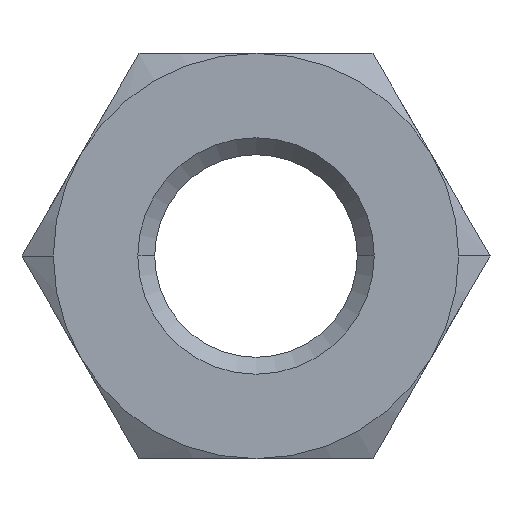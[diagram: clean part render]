
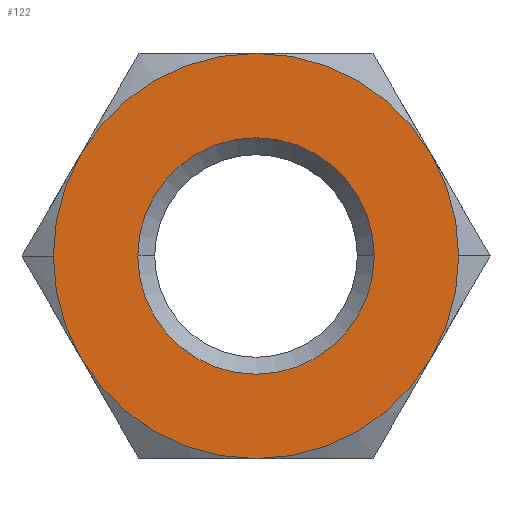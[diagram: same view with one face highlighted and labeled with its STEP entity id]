
A CAD part, left-side view. The second image highlights one B-rep face of the part: STEP entity #122.
In plain terms, the highlighted planar face has unit normal (-1, 0, 0).
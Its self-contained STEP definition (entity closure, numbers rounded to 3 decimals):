
#122=ADVANCED_FACE('',(#299,#300),#301,.T.);
#299=FACE_BOUND('',#539,.T.);
#300=FACE_OUTER_BOUND('',#540,.T.);
#301=PLANE('',#541);
#539=EDGE_LOOP('',(#1055,#1056));
#540=EDGE_LOOP('',(#1057,#1058,#1059,#1060,#1061,#1062,#1063,#1064));
#541=AXIS2_PLACEMENT_3D('',#1065,#1066,#1067);
#1055=ORIENTED_EDGE('',*,*,#1566,.T.);
#1056=ORIENTED_EDGE('',*,*,#1565,.T.);
#1057=ORIENTED_EDGE('',*,*,#1633,.F.);
#1058=ORIENTED_EDGE('',*,*,#1619,.F.);
#1059=ORIENTED_EDGE('',*,*,#1622,.F.);
#1060=ORIENTED_EDGE('',*,*,#1624,.F.);
#1061=ORIENTED_EDGE('',*,*,#1537,.F.);
#1062=ORIENTED_EDGE('',*,*,#1628,.F.);
#1063=ORIENTED_EDGE('',*,*,#1631,.F.);
#1064=ORIENTED_EDGE('',*,*,#1533,.F.);
#1065=CARTESIAN_POINT('',(-9.0,-6.0,0.0));
#1066=DIRECTION('',(-1.0,0.,-0.0));
#1067=DIRECTION('',(0.,1.0,0.0));
#1533=EDGE_CURVE('',#1806,#1809,#1810,.T.);
#1537=EDGE_CURVE('',#1815,#1813,#1817,.T.);
#1565=EDGE_CURVE('',#1865,#1867,#1869,.T.);
#1566=EDGE_CURVE('',#1867,#1865,#1870,.T.);
#1619=EDGE_CURVE('',#1943,#1945,#1946,.T.);
#1622=EDGE_CURVE('',#1949,#1943,#1951,.T.);
#1624=EDGE_CURVE('',#1813,#1949,#1953,.T.);
#1628=EDGE_CURVE('',#1957,#1815,#1959,.T.);
#1631=EDGE_CURVE('',#1809,#1957,#1963,.T.);
#1633=EDGE_CURVE('',#1945,#1806,#1965,.T.);
#1806=VERTEX_POINT('',#2270);
#1809=VERTEX_POINT('',#2274);
#1810=CIRCLE('',#2275,12.0);
#1813=VERTEX_POINT('',#2289);
#1815=VERTEX_POINT('',#2292);
#1817=CIRCLE('',#2305,12.0);
#1865=VERTEX_POINT('',#2409);
#1867=VERTEX_POINT('',#2412);
#1869=CIRCLE('',#2415,7.0);
#1870=CIRCLE('',#2416,7.0);
#1943=VERTEX_POINT('',#2715);
#1945=VERTEX_POINT('',#2728);
#1946=CIRCLE('',#2729,12.0);
#1949=VERTEX_POINT('',#2743);
#1951=CIRCLE('',#2756,12.0);
#1953=CIRCLE('',#2769,12.0);
#1957=VERTEX_POINT('',#2795);
#1959=CIRCLE('',#2808,12.0);
#1963=CIRCLE('',#2834,12.0);
#1965=CIRCLE('',#2847,12.0);
#2270=CARTESIAN_POINT('',(-9.0,-12.0,0.));
#2274=CARTESIAN_POINT('',(-9.0,-10.392,-6.0));
#2275=AXIS2_PLACEMENT_3D('',#3687,#3688,#3689);
#2289=CARTESIAN_POINT('',(-9.0,12.0,0.));
#2292=CARTESIAN_POINT('',(-9.0,10.392,-6.0));
#2305=AXIS2_PLACEMENT_3D('',#3691,#3692,#3693);
#2409=CARTESIAN_POINT('',(-9.0,7.0,0.));
#2412=CARTESIAN_POINT('',(-9.0,-7.0,0.));
#2415=AXIS2_PLACEMENT_3D('',#3735,#3736,#3737);
#2416=AXIS2_PLACEMENT_3D('',#3738,#3739,#3740);
#2715=CARTESIAN_POINT('',(-9.0,0.,12.0));
#2728=CARTESIAN_POINT('',(-9.0,-10.392,6.0));
#2729=AXIS2_PLACEMENT_3D('',#3822,#3823,#3824);
#2743=CARTESIAN_POINT('',(-9.0,10.392,6.0));
#2756=AXIS2_PLACEMENT_3D('',#3825,#3826,#3827);
#2769=AXIS2_PLACEMENT_3D('',#3828,#3829,#3830);
#2795=CARTESIAN_POINT('',(-9.0,0.0,-12.0));
#2808=AXIS2_PLACEMENT_3D('',#3831,#3832,#3833);
#2834=AXIS2_PLACEMENT_3D('',#3834,#3835,#3836);
#2847=AXIS2_PLACEMENT_3D('',#3837,#3838,#3839);
#3687=CARTESIAN_POINT('',(-9.0,0.0,0.0));
#3688=DIRECTION('',(1.0,0.,0.0));
#3689=DIRECTION('',(0.,-1.0,0.0));
#3691=CARTESIAN_POINT('',(-9.0,0.0,0.0));
#3692=DIRECTION('',(1.0,0.,0.0));
#3693=DIRECTION('',(0.,-1.0,0.0));
#3735=CARTESIAN_POINT('',(-9.0,0.0,0.0));
#3736=DIRECTION('',(1.0,0.,0.0));
#3737=DIRECTION('',(0.,1.0,0.0));
#3738=CARTESIAN_POINT('',(-9.0,0.0,0.0));
#3739=DIRECTION('',(1.0,0.,0.0));
#3740=DIRECTION('',(0.,1.0,0.0));
#3822=CARTESIAN_POINT('',(-9.0,0.0,0.0));
#3823=DIRECTION('',(1.0,0.,0.0));
#3824=DIRECTION('',(0.,-1.0,0.0));
#3825=CARTESIAN_POINT('',(-9.0,0.0,0.0));
#3826=DIRECTION('',(1.0,0.,0.0));
#3827=DIRECTION('',(0.,-1.0,0.0));
#3828=CARTESIAN_POINT('',(-9.0,0.0,0.0));
#3829=DIRECTION('',(1.0,0.,0.0));
#3830=DIRECTION('',(0.,-1.0,0.0));
#3831=CARTESIAN_POINT('',(-9.0,0.0,0.0));
#3832=DIRECTION('',(1.0,0.,0.0));
#3833=DIRECTION('',(0.,-1.0,0.0));
#3834=CARTESIAN_POINT('',(-9.0,0.0,0.0));
#3835=DIRECTION('',(1.0,0.,0.0));
#3836=DIRECTION('',(0.,-1.0,0.0));
#3837=CARTESIAN_POINT('',(-9.0,0.0,0.0));
#3838=DIRECTION('',(1.0,0.,0.0));
#3839=DIRECTION('',(0.,-1.0,0.0));
